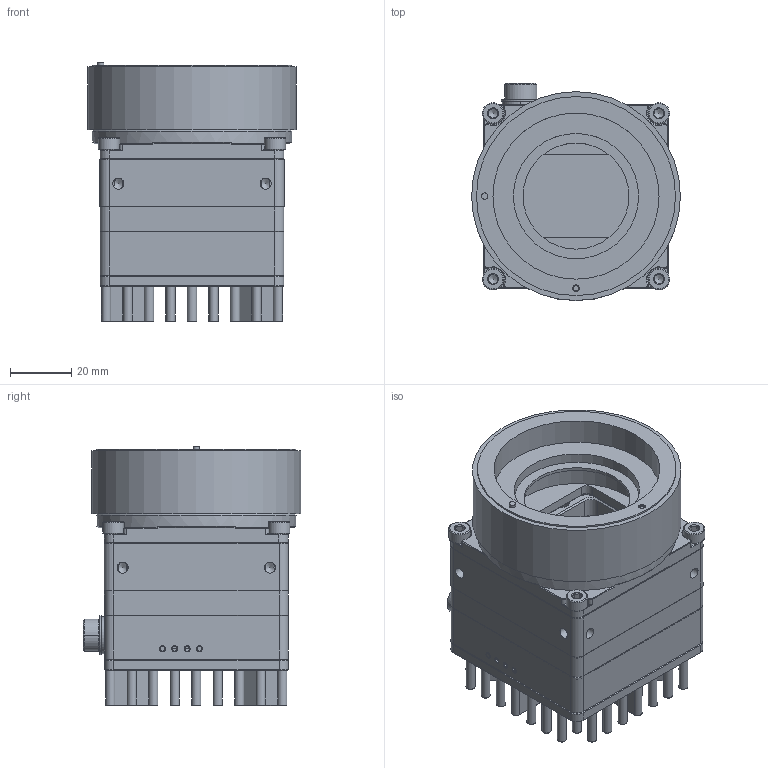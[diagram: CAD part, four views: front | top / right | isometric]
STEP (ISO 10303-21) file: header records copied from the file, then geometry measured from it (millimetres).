
FILE_DESCRIPTION(/* description */ (''),/* implementation_level */ '2;1');
FILE_NAME(/* name */ 'MECH-CB200-ASSM-EF-STEP.stp',/* time_stamp */ '2015-12-18T11:58:32+01:00',/* author */ (''),/* organization */ (''),/* preprocessor_version */ 'ST-DEVELOPER v15',/* originating_system */ 'SIEMENS PLM Software NX 8.5',/* authorisation */ '');
FILE_SCHEMA (('AUTOMOTIVE_DESIGN { 1 0 10303 214 3 1 1 1 }'));
Products named in the file (13): MECH-CB-EXTERNAL-EF-ADAPTER; EF-Adaptor-21mm; SROB-M2X25-IMBUS-STNLS; DIN 912 M4x10; MECH-CB-HEATSINK; LIGHTPIPE_5151016f; MECH-CB-REAR-REV3.0; FLT-ECM500S-39x34CH4; HR25-9TR-12SA; MECH-CB-FRONT; MECH-CB-MID; External-EFMount-Adapter-Assembly-lightweight; 00-Assembly-lightweight-ef-adapter
Assembly tree (18 placements, depth 3):
  00-Assembly-lightweight-ef-adapter
    MECH-CB-MID
    MECH-CB-FRONT
    HR25-9TR-12SA
    FLT-ECM500S-39x34CH4
    MECH-CB-REAR-REV3.0
    LIGHTPIPE_5151016f
    MECH-CB-HEATSINK
    External-EFMount-Adapter-Assembly-lightweight
      EF-Adaptor-21mm
      MECH-CB-EXTERNAL-EF-ADAPTER
    DIN 912 M4x10  x4
    SROB-M2X25-IMBUS-STNLS  x4
Bounding box: 68 x 70.8 x 84.6 mm (x, y, z)
Volume: 119127.9 mm3; surface area: 86521.7 mm2
Topology: 17 solids, 17 shells, 1845 faces, 4426 edges, 2775 vertices
Faces by surface type: plane 693, cylinder 632, cone 465, torus 38, bspline 17
Full cylindrical faces by diameter (mm): 0.4 x12, 0.6 x12, 1.3 x4, 1.4 x3, 1.55 x4, 1.6 x16, 1.976 x8, 2 x9, 2.1 x25, 2.4 x4, 3 x49, 3.6 x12, 3.8 x4, 4 x32, 4.1 x16, 4.2 x4, 7 x4, 10 x1, 34.5 x1, 40.8 x1, 45 x1, 53.75 x1, 53.95 x1, 54.1 x2, 54.15 x1, 64.8 x1, 65 x1, 68 x1
Entity records: 61554 total; most frequent: CARTESIAN_POINT 22762, DIRECTION 8587, ORIENTED_EDGE 7176, EDGE_CURVE 3588, AXIS2_PLACEMENT_3D 3448, VERTEX_POINT 2415, EDGE_LOOP 2281, ADVANCED_FACE 1695
